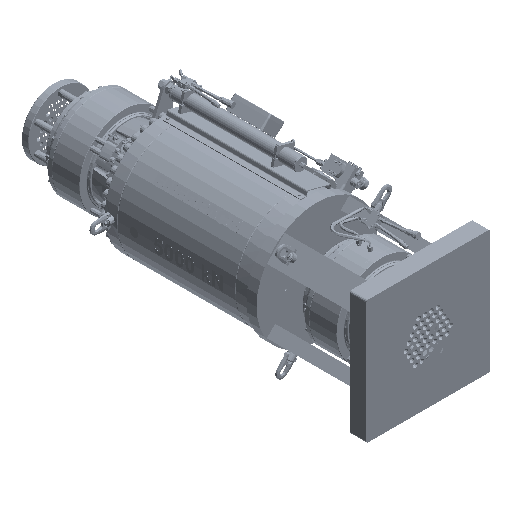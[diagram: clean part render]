
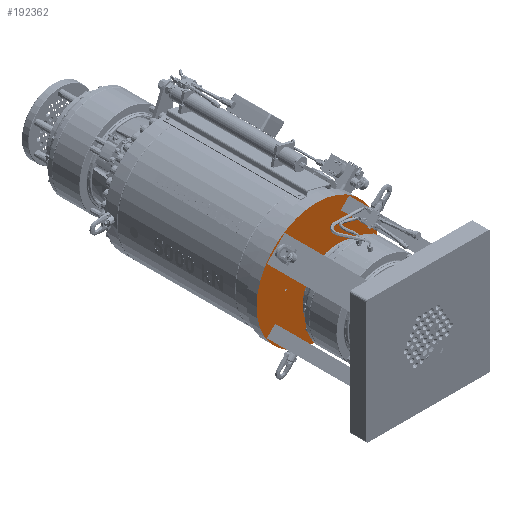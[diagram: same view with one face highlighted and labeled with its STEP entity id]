
A CAD part, isometric view. The second image highlights one B-rep face of the part: STEP entity #192362.
In plain terms, the highlighted planar face has unit normal (0, -1, 0).
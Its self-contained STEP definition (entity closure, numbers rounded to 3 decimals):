
#6978=FACE_BOUND('',#36715,.T.);
#6979=FACE_BOUND('',#36716,.T.);
#6980=FACE_BOUND('',#36717,.T.);
#6981=FACE_BOUND('',#36718,.T.);
#6982=FACE_BOUND('',#36719,.T.);
#15353=PLANE('',#210646);
#25095=FACE_OUTER_BOUND('',#36714,.T.);
#36714=EDGE_LOOP('',(#166864));
#36715=EDGE_LOOP('',(#166865,#166866,#166867,#166868));
#36716=EDGE_LOOP('',(#166869,#166870,#166871,#166872));
#36717=EDGE_LOOP('',(#166873,#166874,#166875,#166876));
#36718=EDGE_LOOP('',(#166877,#166878,#166879,#166880));
#36719=EDGE_LOOP('',(#166881,#166882));
#41168=LINE('',#306120,#53372);
#41172=LINE('',#306128,#53376);
#41175=LINE('',#306134,#53379);
#41178=LINE('',#306139,#53382);
#41340=LINE('',#306746,#53544);
#41344=LINE('',#306754,#53548);
#41347=LINE('',#306760,#53551);
#41350=LINE('',#306765,#53554);
#41512=LINE('',#307372,#53716);
#41516=LINE('',#307380,#53720);
#41519=LINE('',#307386,#53723);
#41522=LINE('',#307391,#53726);
#41559=LINE('',#307539,#53763);
#41566=LINE('',#307554,#53770);
#41568=LINE('',#307558,#53772);
#41574=LINE('',#307569,#53778);
#53372=VECTOR('',#221816,10.);
#53376=VECTOR('',#221822,10.);
#53379=VECTOR('',#221827,10.);
#53382=VECTOR('',#221832,10.);
#53544=VECTOR('',#222286,10.);
#53548=VECTOR('',#222292,10.);
#53551=VECTOR('',#222297,10.);
#53554=VECTOR('',#222302,10.);
#53716=VECTOR('',#222756,10.);
#53720=VECTOR('',#222762,10.);
#53723=VECTOR('',#222767,10.);
#53726=VECTOR('',#222772,10.);
#53763=VECTOR('',#222887,10.);
#53770=VECTOR('',#222900,10.);
#53772=VECTOR('',#222904,10.);
#53778=VECTOR('',#222914,10.);
#70869=CIRCLE('',#210636,357.5);
#70873=CIRCLE('',#210642,7.);
#70874=CIRCLE('',#210643,7.);
#75858=VERTEX_POINT('',#306118);
#75859=VERTEX_POINT('',#306119);
#75862=VERTEX_POINT('',#306127);
#75864=VERTEX_POINT('',#306133);
#76017=VERTEX_POINT('',#306744);
#76018=VERTEX_POINT('',#306745);
#76021=VERTEX_POINT('',#306753);
#76023=VERTEX_POINT('',#306759);
#76176=VERTEX_POINT('',#307370);
#76177=VERTEX_POINT('',#307371);
#76180=VERTEX_POINT('',#307379);
#76182=VERTEX_POINT('',#307385);
#76233=VERTEX_POINT('',#307537);
#76234=VERTEX_POINT('',#307538);
#76239=VERTEX_POINT('',#307553);
#76240=VERTEX_POINT('',#307557);
#88158=VERTEX_POINT('',#381868);
#88163=VERTEX_POINT('',#381881);
#88164=VERTEX_POINT('',#381882);
#96485=EDGE_CURVE('',#75858,#75859,#41168,.T.);
#96489=EDGE_CURVE('',#75862,#75858,#41172,.T.);
#96492=EDGE_CURVE('',#75859,#75864,#41175,.T.);
#96495=EDGE_CURVE('',#75864,#75862,#41178,.T.);
#96736=EDGE_CURVE('',#76017,#76018,#41340,.T.);
#96740=EDGE_CURVE('',#76021,#76017,#41344,.T.);
#96743=EDGE_CURVE('',#76018,#76023,#41347,.T.);
#96746=EDGE_CURVE('',#76023,#76021,#41350,.T.);
#96987=EDGE_CURVE('',#76176,#76177,#41512,.T.);
#96991=EDGE_CURVE('',#76180,#76176,#41516,.T.);
#96994=EDGE_CURVE('',#76177,#76182,#41519,.T.);
#96997=EDGE_CURVE('',#76182,#76180,#41522,.T.);
#97061=EDGE_CURVE('',#76233,#76234,#41559,.T.);
#97070=EDGE_CURVE('',#76234,#76239,#41566,.T.);
#97072=EDGE_CURVE('',#76239,#76240,#41568,.T.);
#97079=EDGE_CURVE('',#76240,#76233,#41574,.T.);
#114752=EDGE_CURVE('',#88158,#88158,#70869,.T.);
#114758=EDGE_CURVE('',#88163,#88164,#70873,.T.);
#114759=EDGE_CURVE('',#88164,#88163,#70874,.T.);
#166864=ORIENTED_EDGE('',*,*,#114752,.T.);
#166865=ORIENTED_EDGE('',*,*,#97079,.F.);
#166866=ORIENTED_EDGE('',*,*,#97072,.F.);
#166867=ORIENTED_EDGE('',*,*,#97070,.F.);
#166868=ORIENTED_EDGE('',*,*,#97061,.F.);
#166869=ORIENTED_EDGE('',*,*,#96997,.F.);
#166870=ORIENTED_EDGE('',*,*,#96994,.F.);
#166871=ORIENTED_EDGE('',*,*,#96987,.F.);
#166872=ORIENTED_EDGE('',*,*,#96991,.F.);
#166873=ORIENTED_EDGE('',*,*,#96746,.F.);
#166874=ORIENTED_EDGE('',*,*,#96743,.F.);
#166875=ORIENTED_EDGE('',*,*,#96736,.F.);
#166876=ORIENTED_EDGE('',*,*,#96740,.F.);
#166877=ORIENTED_EDGE('',*,*,#96495,.F.);
#166878=ORIENTED_EDGE('',*,*,#96492,.F.);
#166879=ORIENTED_EDGE('',*,*,#96485,.F.);
#166880=ORIENTED_EDGE('',*,*,#96489,.F.);
#166881=ORIENTED_EDGE('',*,*,#114758,.T.);
#166882=ORIENTED_EDGE('',*,*,#114759,.T.);
#192362=ADVANCED_FACE('',(#25095,#6978,#6979,#6980,#6981,#6982),#15353,
 .F.);
#210636=AXIS2_PLACEMENT_3D('',#381869,#256927,#256928);
#210642=AXIS2_PLACEMENT_3D('',#381883,#256941,#256942);
#210643=AXIS2_PLACEMENT_3D('',#381884,#256943,#256944);
#210646=AXIS2_PLACEMENT_3D('',#381889,#256950,#256951);
#221816=DIRECTION('',(-0.707,0.,0.707));
#221822=DIRECTION('',(0.707,0.,0.707));
#221827=DIRECTION('',(-0.707,0.,-0.707));
#221832=DIRECTION('',(0.707,0.,-0.707));
#222286=DIRECTION('',(0.707,0.,0.707));
#222292=DIRECTION('',(0.707,0.,-0.707));
#222297=DIRECTION('',(-0.707,0.,0.707));
#222302=DIRECTION('',(-0.707,0.,-0.707));
#222756=DIRECTION('',(0.707,0.,-0.707));
#222762=DIRECTION('',(-0.707,0.,-0.707));
#222767=DIRECTION('',(0.707,0.,0.707));
#222772=DIRECTION('',(-0.707,0.,0.707));
#222887=DIRECTION('',(-0.707,0.,0.707));
#222900=DIRECTION('',(-0.707,0.,-0.707));
#222904=DIRECTION('',(0.707,0.,-0.707));
#222914=DIRECTION('',(0.707,0.,0.707));
#256927=DIRECTION('center_axis',(0.,-1.,0.));
#256928=DIRECTION('ref_axis',(1.,0.,0.));
#256941=DIRECTION('center_axis',(0.,1.,0.));
#256942=DIRECTION('ref_axis',(1.,0.,0.));
#256943=DIRECTION('center_axis',(0.,1.,0.));
#256944=DIRECTION('ref_axis',(1.,0.,0.));
#256950=DIRECTION('center_axis',(0.,1.,0.));
#256951=DIRECTION('ref_axis',(0.,0.,
1.));
#306118=CARTESIAN_POINT('',(296.985,-60.,-190.919));
#306119=CARTESIAN_POINT('',(247.487,-60.,-141.421));
#306120=CARTESIAN_POINT('',(247.487,-60.,-141.421));
#306127=CARTESIAN_POINT('',(190.919,-60.,-296.985));
#306128=CARTESIAN_POINT('',(296.985,-60.,-190.919));
#306133=CARTESIAN_POINT('',(141.421,-60.,-247.487));
#306134=CARTESIAN_POINT('',(141.421,-60.,-247.487));
#306139=CARTESIAN_POINT('',(190.919,-60.,-296.985));
#306744=CARTESIAN_POINT('',(-190.919,-60.,-296.985));
#306745=CARTESIAN_POINT('',(-141.421,-60.,-247.487));
#306746=CARTESIAN_POINT('',(-141.421,-60.,-247.487));
#306753=CARTESIAN_POINT('',(-296.985,-60.,-190.919));
#306754=CARTESIAN_POINT('',(-190.919,-60.,-296.985));
#306759=CARTESIAN_POINT('',(-247.487,-60.,-141.421));
#306760=CARTESIAN_POINT('',(-247.487,-60.,-141.421));
#306765=CARTESIAN_POINT('',(-296.985,-60.,-190.919));
#307370=CARTESIAN_POINT('',(-296.985,-60.,190.919));
#307371=CARTESIAN_POINT('',(-247.487,-60.,141.421));
#307372=CARTESIAN_POINT('',(-247.487,-60.,141.421));
#307379=CARTESIAN_POINT('',(-190.919,-60.,296.985));
#307380=CARTESIAN_POINT('',(-296.985,-60.,190.919));
#307385=CARTESIAN_POINT('',(-141.421,-60.,247.487));
#307386=CARTESIAN_POINT('',(-141.421,-60.,247.487));
#307391=CARTESIAN_POINT('',(-190.919,-60.,296.985));
#307537=CARTESIAN_POINT('',(296.985,-60.,190.919));
#307538=CARTESIAN_POINT('',(190.919,-60.,296.985));
#307539=CARTESIAN_POINT('',(190.919,-60.,296.985));
#307553=CARTESIAN_POINT('',(141.421,-60.,247.487));
#307554=CARTESIAN_POINT('',(141.421,-60.,247.487));
#307557=CARTESIAN_POINT('',(247.487,-60.,141.421));
#307558=CARTESIAN_POINT('',(247.487,-60.,141.421));
#307569=CARTESIAN_POINT('',(296.985,-60.,190.919));
#381868=CARTESIAN_POINT('',(-357.5,-60.,0.));
#381869=CARTESIAN_POINT('Origin',(0.,-60.,0.));
#381881=CARTESIAN_POINT('',(-178.,-60.,0.));
#381882=CARTESIAN_POINT('',(-192.,-60.,0.));
#381883=CARTESIAN_POINT('Origin',(-185.,-60.,0.));
#381884=CARTESIAN_POINT('Origin',(-185.,-60.,0.));
#381889=CARTESIAN_POINT('Origin',(0.,-60.,0.));
